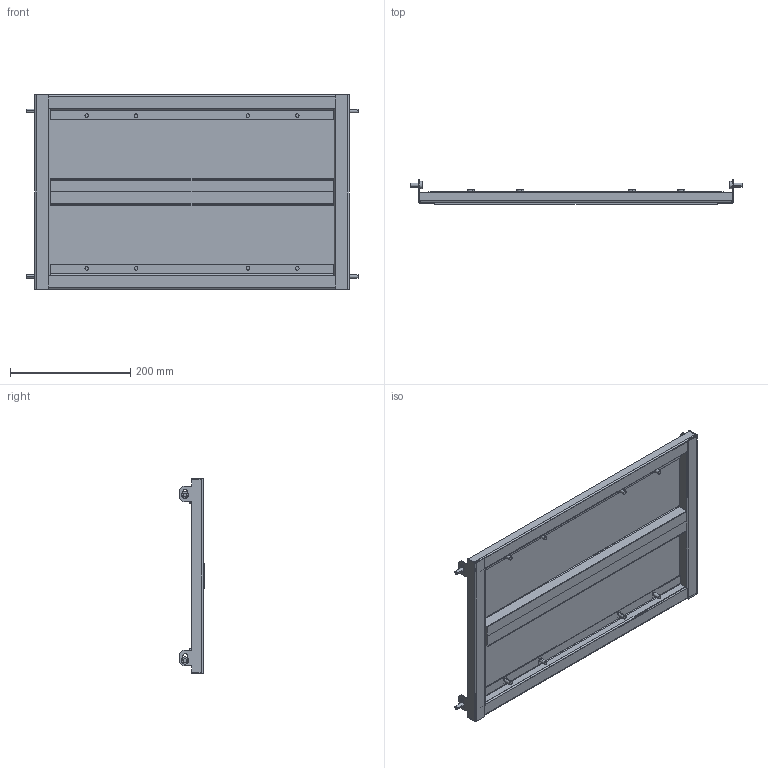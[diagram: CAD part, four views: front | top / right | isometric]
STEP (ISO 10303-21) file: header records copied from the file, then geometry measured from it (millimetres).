
FILE_DESCRIPTION (( 'STEP AP214' ), '1' );
FILE_NAME ('PBC6D400 Ïàíåëü íèæíÿÿ ñîñòàâíàÿ .step', '2020-11-05T18:41:42', ( '' ), ( '' ), 'SwSTEP 2.0', 'SolidWorks 2019', '' );
FILE_SCHEMA (( 'AUTOMOTIVE_DESIGN' ));
Length unit declared in the file: millimetre
Products named in the file (27): AVT006.06.01.00 冓憵_00; Âèíò ñàìîíàðåçàþùèé Ì6 DIN 7516À; AVT003.06.00.01 Óãîëîê_èçâ0136_10.20; AVT004.06.00.03 赶鎀鍧; Ðåçèíà ïîðèñòàÿ EPDM150 20õ20 L=0.5 ÒÐÈÇÀÌ; Âèíò ñàìîíàðåçàþùèé Ì6 DIN 7516À_6å16; AVT004.06.00.03 赶鎀鍧_00; Ðåçèíà ïîðèñòàÿ EPDM150 20õ20 L=0.5 ÒÐÈÇÀÌ_00; AVT003.06.00.02 Ïàíåëü_èçâ0041.04_08.19; PBC6D400 Ïàíåëü íèæíÿÿ ñîñòàâíàÿ ; AVT003.06.00.01 Óãîëîê_èçâ0136_10.20_00; AVT003.06.00.02 Ïàíåëü_èçâ0041.04_08.19_00
Assembly tree (21 placements, depth 3):
  Âèíò ñàìîíàðåçàþùèé Ì6 DIN 7516À
  AVT003.06.00.01 Óãîëîê_èçâ0136_10.20
  AVT004.06.00.03 赶鎀鍧
  Âèíò ñàìîíàðåçàþùèé Ì6 DIN 7516À
  Âèíò ñàìîíàðåçàþùèé Ì6 DIN 7516À
Bounding box: 552 x 40 x 323 mm (x, y, z)
Volume: 753382.6 mm3; surface area: 585583.8 mm2
Topology: 20 solids, 20 shells, 548 faces, 1376 edges, 880 vertices
Faces by surface type: plane 404, cylinder 120, sphere 24
Entity records: 5574 total; most frequent: DIRECTION 906, CARTESIAN_POINT 873, ORIENTED_EDGE 836, EDGE_CURVE 418, VECTOR 320, LINE 320, AXIS2_PLACEMENT_3D 293, VERTEX_POINT 260
